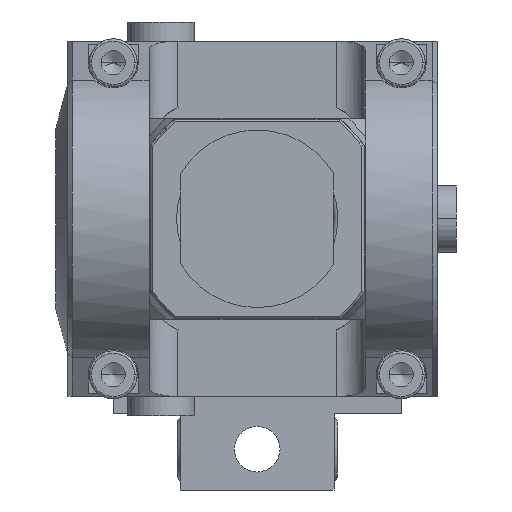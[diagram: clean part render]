
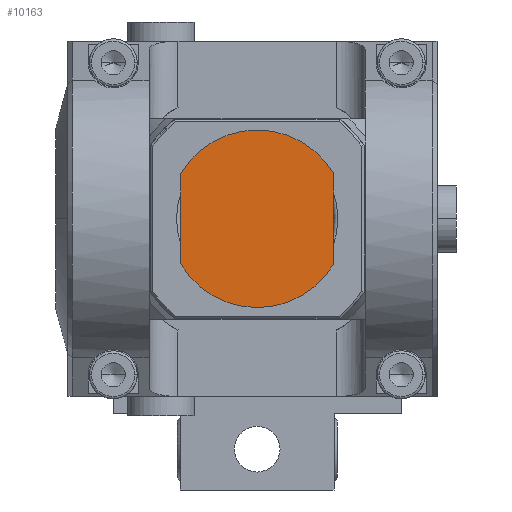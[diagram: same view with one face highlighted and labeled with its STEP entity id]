
A CAD part, left-side view. The second image highlights one B-rep face of the part: STEP entity #10163.
In plain terms, the highlighted planar face has unit normal (-1, 0, 0).
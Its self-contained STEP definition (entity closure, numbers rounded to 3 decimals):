
#4063=CARTESIAN_POINT('',(-114.5,0.,0.));
#4064=DIRECTION('',(1.,0.,0.));
#4065=DIRECTION('',(0.,-0.862,-0.507));
#4066=AXIS2_PLACEMENT_3D('',#4063,#4064,#4065);
#4068=DIRECTION('',(0.,0.,1.));
#4069=VECTOR('',#4068,18.745);
#4070=CARTESIAN_POINT('',(-114.5,15.95,-9.373));
#4071=LINE('',#4070,#4069);
#4072=CARTESIAN_POINT('',(-114.5,0.,0.));
#4073=DIRECTION('',(-1.,0.,0.));
#4074=DIRECTION('',(0.,-0.862,0.507));
#4075=AXIS2_PLACEMENT_3D('',#4072,#4073,#4074);
#4077=DIRECTION('',(0.,0.,1.));
#4078=VECTOR('',#4077,18.745);
#4079=CARTESIAN_POINT('',(-114.5,-15.95,-9.373));
#4080=LINE('',#4079,#4078);
#4900=CARTESIAN_POINT('',(-114.5,-15.95,-9.373));
#4901=CARTESIAN_POINT('',(-114.5,15.95,-9.373));
#4902=VERTEX_POINT('',#4900);
#4903=VERTEX_POINT('',#4901);
#4908=CARTESIAN_POINT('',(-114.5,-15.95,9.373));
#4909=CARTESIAN_POINT('',(-114.5,15.95,9.373));
#4910=VERTEX_POINT('',#4908);
#4911=VERTEX_POINT('',#4909);
#10152=CARTESIAN_POINT('',(-114.5,0.,0.));
#10153=DIRECTION('',(1.,0.,0.));
#10154=DIRECTION('',(0.,1.,0.));
#10155=AXIS2_PLACEMENT_3D('',#10152,#10153,#10154);
#10156=PLANE('',#10155);
#10157=ORIENTED_EDGE('',*,*,#10104,.T.);
#10158=ORIENTED_EDGE('',*,*,#10118,.T.);
#10159=ORIENTED_EDGE('',*,*,#10133,.F.);
#10160=ORIENTED_EDGE('',*,*,#10145,.F.);
#10161=EDGE_LOOP('',(#10157,#10158,#10159,#10160));
#10162=FACE_OUTER_BOUND('',#10161,.F.);
#10163=ADVANCED_FACE('',(#10162),#10156,.F.);
#4067=CIRCLE('',#4066,18.5);
#4076=CIRCLE('',#4075,18.5);
#10104=EDGE_CURVE('',#4902,#4903,#4067,.T.);
#10118=EDGE_CURVE('',#4903,#4911,#4071,.T.);
#10133=EDGE_CURVE('',#4910,#4911,#4076,.T.);
#10145=EDGE_CURVE('',#4902,#4910,#4080,.T.);
